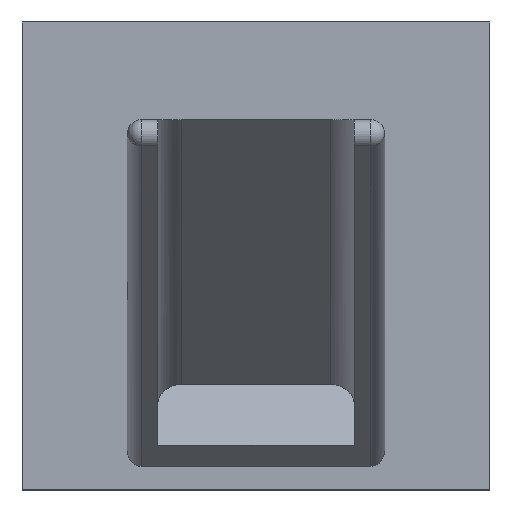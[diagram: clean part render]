
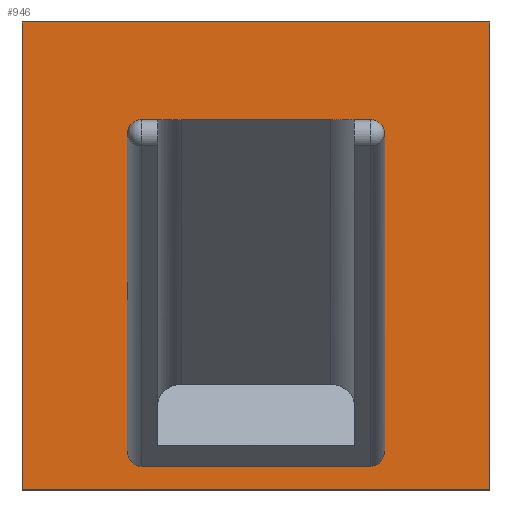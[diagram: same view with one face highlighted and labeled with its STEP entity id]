
A CAD part, top view. The second image highlights one B-rep face of the part: STEP entity #946.
In plain terms, the highlighted planar face has unit normal (0, 0, 1).
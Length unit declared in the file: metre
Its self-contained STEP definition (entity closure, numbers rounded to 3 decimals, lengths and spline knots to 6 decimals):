
#52=PLANE('',#1064);
#243=ORIENTED_EDGE('',*,*,#418,.F.);
#244=ORIENTED_EDGE('',*,*,#419,.F.);
#245=ORIENTED_EDGE('',*,*,#420,.F.);
#246=ORIENTED_EDGE('',*,*,#421,.F.);
#418=EDGE_CURVE('',#514,#515,#603,.T.);
#419=EDGE_CURVE('',#516,#514,#604,.T.);
#420=EDGE_CURVE('',#517,#516,#605,.T.);
#421=EDGE_CURVE('',#515,#517,#606,.T.);
#514=VERTEX_POINT('',#1587);
#515=VERTEX_POINT('',#1588);
#516=VERTEX_POINT('',#1590);
#517=VERTEX_POINT('',#1592);
#603=LINE('',#1586,#668);
#604=LINE('',#1589,#669);
#605=LINE('',#1591,#670);
#606=LINE('',#1593,#671);
#668=VECTOR('',#1281,1.);
#669=VECTOR('',#1282,1.);
#670=VECTOR('',#1283,1.);
#671=VECTOR('',#1284,1.);
#717=EDGE_LOOP('',(#243,#244,#245,#246));
#818=FACE_BOUND('',#717,.T.);
#946=ADVANCED_FACE('',(#818),#52,.F.);
#1064=AXIS2_PLACEMENT_3D('',#1585,#1279,#1280);
#1279=DIRECTION('',(0.,0.,-1.));
#1280=DIRECTION('',(1.,0.,0.));
#1281=DIRECTION('',(1.,0.,0.));
#1282=DIRECTION('',(0.,1.,0.));
#1283=DIRECTION('',(-1.,0.,0.));
#1284=DIRECTION('',(0.,-1.,0.));
#1585=CARTESIAN_POINT('',(0.05,0.05,0.02));
#1586=CARTESIAN_POINT('',(0.,0.1,0.02));
#1587=CARTESIAN_POINT('',(0.,0.1,0.02));
#1588=CARTESIAN_POINT('',(0.1,0.1,0.02));
#1589=CARTESIAN_POINT('',(0.,0.,0.02));
#1590=CARTESIAN_POINT('',(0.,0.,0.02));
#1591=CARTESIAN_POINT('',(0.1,0.,0.02));
#1592=CARTESIAN_POINT('',(0.1,0.,0.02));
#1593=CARTESIAN_POINT('',(0.1,0.1,0.02));
